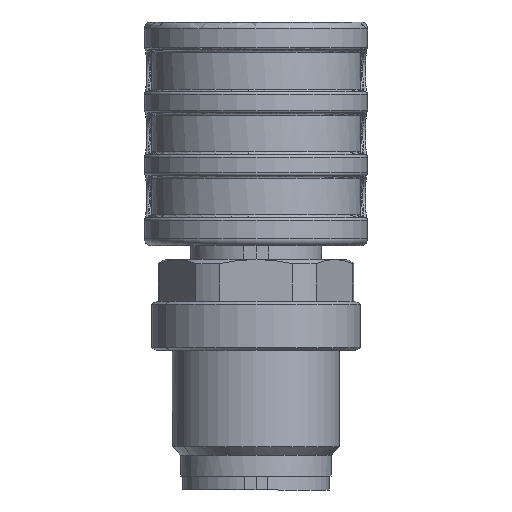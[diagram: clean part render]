
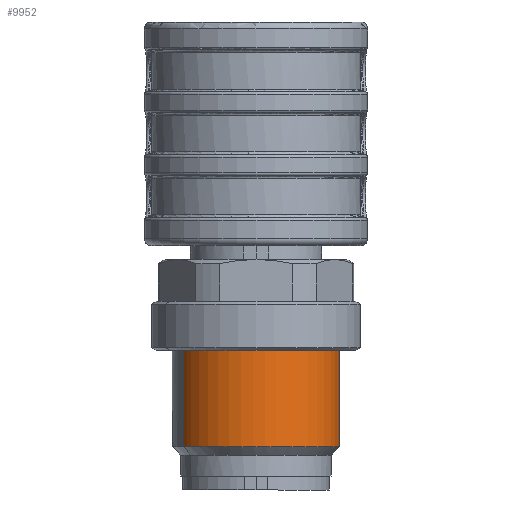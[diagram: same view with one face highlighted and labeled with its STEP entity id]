
A CAD part, front view. The second image highlights one B-rep face of the part: STEP entity #9952.
In plain terms, the highlighted cylindrical face has radius 6 mm (diameter 12 mm), a partial arc.
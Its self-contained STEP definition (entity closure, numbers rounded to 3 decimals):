
#9913=AXIS2_PLACEMENT_3D('Cylinder Axis2P3D',#9910,#9911,#9912) ;
#9746=CARTESIAN_POINT('Vertex',(2.804,5.,9.999)) ;
#9748=CARTESIAN_POINT('Vertex',(13.196,11.,9.999)) ;
#9752=CARTESIAN_POINT('Control Point',(13.196,11.,9.999)) ;
#9753=CARTESIAN_POINT('Control Point',(13.496,10.48,9.999)) ;
#9754=CARTESIAN_POINT('Control Point',(13.731,9.923,9.999)) ;
#9755=CARTESIAN_POINT('Control Point',(13.895,9.339,9.999)) ;
#9756=CARTESIAN_POINT('Control Point',(14.073,8.143,9.999)) ;
#9757=CARTESIAN_POINT('Control Point',(13.952,6.94,9.999)) ;
#9758=CARTESIAN_POINT('Control Point',(13.816,6.349,9.999)) ;
#9759=CARTESIAN_POINT('Control Point',(13.398,5.214,9.999)) ;
#9760=CARTESIAN_POINT('Control Point',(12.715,4.216,9.999)) ;
#9761=CARTESIAN_POINT('Control Point',(12.312,3.763,9.999)) ;
#9762=CARTESIAN_POINT('Control Point',(11.402,2.967,9.999)) ;
#9763=CARTESIAN_POINT('Control Point',(10.324,2.419,9.999)) ;
#9764=CARTESIAN_POINT('Control Point',(9.753,2.214,9.999)) ;
#9765=CARTESIAN_POINT('Control Point',(8.572,1.952,9.999)) ;
#9766=CARTESIAN_POINT('Control Point',(7.364,1.988,9.999)) ;
#9767=CARTESIAN_POINT('Control Point',(6.765,2.082,9.999)) ;
#9768=CARTESIAN_POINT('Control Point',(5.603,2.418,9.999)) ;
#9769=CARTESIAN_POINT('Control Point',(4.559,3.029,9.999)) ;
#9770=CARTESIAN_POINT('Control Point',(4.079,3.399,9.999)) ;
#9771=CARTESIAN_POINT('Control Point',(3.528,3.945,9.999)) ;
#9772=CARTESIAN_POINT('Control Point',(3.074,4.568,9.999)) ;
#9773=CARTESIAN_POINT('Control Point',(2.979,4.709,9.999)) ;
#9774=CARTESIAN_POINT('Control Point',(2.889,4.853,9.999)) ;
#9775=CARTESIAN_POINT('Control Point',(2.804,5.,9.999)) ;
#9910=CARTESIAN_POINT('Axis2P3D Location',(8.,8.,0.999)) ;
#9915=CARTESIAN_POINT('Line Origine',(2.804,5.,0.999)) ;
#9919=CARTESIAN_POINT('Vertex',(2.804,5.,3.099)) ;
#9923=CARTESIAN_POINT('Control Point',(13.196,11.,3.099)) ;
#9924=CARTESIAN_POINT('Control Point',(13.667,10.184,3.099)) ;
#9925=CARTESIAN_POINT('Control Point',(13.978,9.275,3.099)) ;
#9926=CARTESIAN_POINT('Control Point',(14.105,8.316,3.099)) ;
#9927=CARTESIAN_POINT('Control Point',(13.974,6.399,3.099)) ;
#9928=CARTESIAN_POINT('Control Point',(13.129,4.674,3.099)) ;
#9929=CARTESIAN_POINT('Control Point',(12.54,3.906,3.099)) ;
#9930=CARTESIAN_POINT('Control Point',(11.092,2.644,3.099)) ;
#9931=CARTESIAN_POINT('Control Point',(9.275,2.022,3.099)) ;
#9932=CARTESIAN_POINT('Control Point',(8.316,1.895,3.099)) ;
#9933=CARTESIAN_POINT('Control Point',(6.399,2.026,3.099)) ;
#9934=CARTESIAN_POINT('Control Point',(4.674,2.871,3.099)) ;
#9935=CARTESIAN_POINT('Control Point',(3.906,3.46,3.099)) ;
#9936=CARTESIAN_POINT('Control Point',(3.275,4.184,3.099)) ;
#9937=CARTESIAN_POINT('Control Point',(2.804,5.,3.099)) ;
#9938=CARTESIAN_POINT('Vertex',(13.196,11.,3.099)) ;
#9941=CARTESIAN_POINT('Line Origine',(13.196,11.,0.999)) ;
#9911=DIRECTION('Axis2P3D Direction',(0.,0.,-1.)) ;
#9912=DIRECTION('Axis2P3D XDirection',(0.866,0.5,0.)) ;
#9916=DIRECTION('Vector Direction',(0.,0.,-1.)) ;
#9942=DIRECTION('Vector Direction',(0.,0.,-1.)) ;
#9917=VECTOR('Line Direction',#9916,1.) ;
#9943=VECTOR('Line Direction',#9942,1.) ;
#9947=ORIENTED_EDGE('',*,*,#9921,.T.) ;
#9948=ORIENTED_EDGE('',*,*,#9940,.F.) ;
#9949=ORIENTED_EDGE('',*,*,#9945,.T.) ;
#9950=ORIENTED_EDGE('',*,*,#9776,.T.) ;
#9952=ADVANCED_FACE('MANIFOLD_SOLID_BREP #32',(#9951),#9914,.T.) ;
#9751=B_SPLINE_CURVE_WITH_KNOTS('',5,(#9752,#9753,#9754,#9755,#9756,#9757,#9758,#9759,#9760,#9761,#9762,#9763,#9764,#9765,#9766,#9767,#9768,#9769,#9770,#9771,#9772,#9773,#9774,#9775),.UNSPECIFIED.,.F.,.U.,(6,3,3,3,3,3,3,6),(0.,4.243,8.485,12.728,16.97,21.213,25.456,26.657),.UNSPECIFIED.) ;
#9922=B_SPLINE_CURVE_WITH_KNOTS('',5,(#9923,#9924,#9925,#9926,#9927,#9928,#9929,#9930,#9931,#9932,#9933,#9934,#9935,#9936,#9937),.UNSPECIFIED.,.F.,.U.,(6,3,3,3,6),(-9.425,-4.712,0.,4.712,9.425),.UNSPECIFIED.) ;
#9914=CYLINDRICAL_SURFACE('generated cylinder',#9913,6.) ;
#9776=EDGE_CURVE('',#9749,#9747,#9751,.T.) ;
#9921=EDGE_CURVE('',#9747,#9920,#9918,.T.) ;
#9940=EDGE_CURVE('',#9939,#9920,#9922,.T.) ;
#9945=EDGE_CURVE('',#9939,#9749,#9944,.F.) ;
#9946=EDGE_LOOP('',(#9947,#9948,#9949,#9950)) ;
#9951=FACE_OUTER_BOUND('',#9946,.T.) ;
#9918=LINE('Line',#9915,#9917) ;
#9944=LINE('Line',#9941,#9943) ;
#9747=VERTEX_POINT('',#9746) ;
#9749=VERTEX_POINT('',#9748) ;
#9920=VERTEX_POINT('',#9919) ;
#9939=VERTEX_POINT('',#9938) ;
